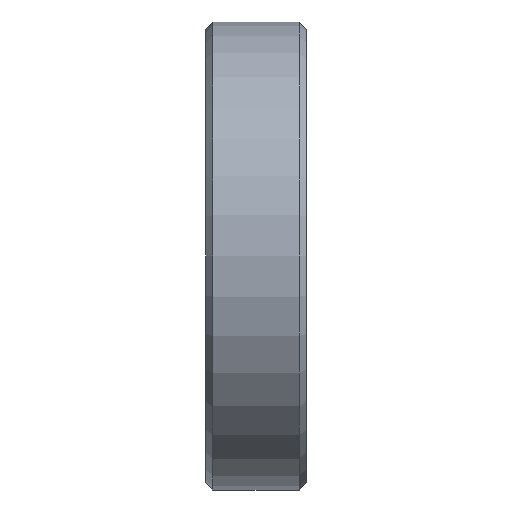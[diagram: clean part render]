
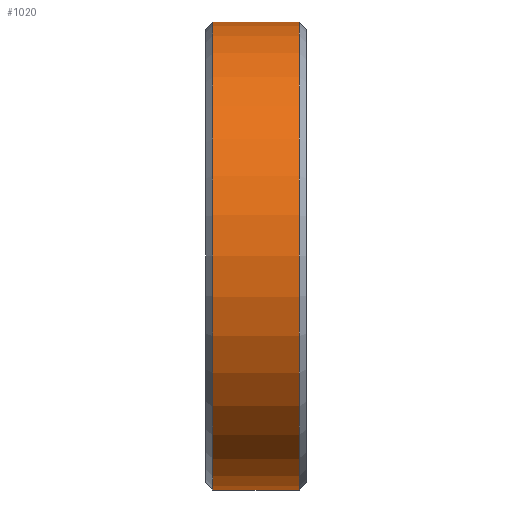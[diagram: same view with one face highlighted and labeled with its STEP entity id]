
A CAD part, left-side view. The second image highlights one B-rep face of the part: STEP entity #1020.
In plain terms, the highlighted cylindrical face has radius 16.891 mm (diameter 33.782 mm), a partial arc.
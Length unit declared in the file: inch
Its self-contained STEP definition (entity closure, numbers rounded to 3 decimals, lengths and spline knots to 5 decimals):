
#140 = DIRECTION ( 'NONE',  ( 0., 0., 1. ) ) ;
#141 = CYLINDRICAL_SURFACE ( 'NONE', #776, 0.665 ) ;
#142 = CARTESIAN_POINT ( 'NONE',  ( 0., 0.90634, 0. ) ) ;
#144 = FACE_OUTER_BOUND ( 'NONE', #374, .T. ) ;
#151 = DIRECTION ( 'NONE',  ( 0., 1., 0. ) ) ;
#213 = DIRECTION ( 'NONE',  ( 0., 1., 0. ) ) ;
#215 = CARTESIAN_POINT ( 'NONE',  ( 0., 0.90634, -0.665 ) ) ;
#216 = LINE ( 'NONE', #215, #795 ) ;
#252 = CARTESIAN_POINT ( 'NONE',  ( 0., 0.1225, 0.665 ) ) ;
#294 = CARTESIAN_POINT ( 'NONE',  ( 0., -0.1225, 0.665 ) ) ;
#310 = CARTESIAN_POINT ( 'NONE',  ( 0., -0.1225, -0.665 ) ) ;
#318 = CARTESIAN_POINT ( 'NONE',  ( 0., 0.1225, -0.665 ) ) ;
#374 = EDGE_LOOP ( 'NONE', ( #554, #459, #659, #416 ) ) ;
#386 = VERTEX_POINT ( 'NONE', #318 ) ;
#416 = ORIENTED_EDGE ( 'NONE', *, *, #1564, .F. ) ;
#459 = ORIENTED_EDGE ( 'NONE', *, *, #1574, .T. ) ;
#487 = VERTEX_POINT ( 'NONE', #310 ) ;
#554 = ORIENTED_EDGE ( 'NONE', *, *, #999, .F. ) ;
#594 = VERTEX_POINT ( 'NONE', #294 ) ;
#659 = ORIENTED_EDGE ( 'NONE', *, *, #1605, .T. ) ;
#685 = VERTEX_POINT ( 'NONE', #252 ) ;
#772 = AXIS2_PLACEMENT_3D ( 'NONE', #1276, #1275, #1274 ) ;
#776 = AXIS2_PLACEMENT_3D ( 'NONE', #142, #151, #140 ) ;
#777 = CIRCLE ( 'NONE', #772, 0.665 ) ;
#795 = VECTOR ( 'NONE', #213, 39.37008 ) ;
#894 = CIRCLE ( 'NONE', #955, 0.665 ) ;
#917 = VECTOR ( 'NONE', #1090, 39.37008 ) ;
#955 = AXIS2_PLACEMENT_3D ( 'NONE', #1224, #1223, #1222 ) ;
#999 = EDGE_CURVE ( 'NONE', #487, #386, #216, .T. ) ;
#1020 = ADVANCED_FACE ( 'NONE', ( #144 ), #141, .T. ) ;
#1090 = DIRECTION ( 'NONE',  ( 0., 1., 0. ) ) ;
#1091 = CARTESIAN_POINT ( 'NONE',  ( 0., 0.90634, 0.665 ) ) ;
#1092 = LINE ( 'NONE', #1091, #917 ) ;
#1222 = DIRECTION ( 'NONE',  ( 0., 0., 1. ) ) ;
#1223 = DIRECTION ( 'NONE',  ( 0., 1., 0. ) ) ;
#1224 = CARTESIAN_POINT ( 'NONE',  ( 0., -0.1225, 0. ) ) ;
#1274 = DIRECTION ( 'NONE',  ( 0., 0., 1. ) ) ;
#1275 = DIRECTION ( 'NONE',  ( 0., 1., 0. ) ) ;
#1276 = CARTESIAN_POINT ( 'NONE',  ( 0., 0.1225, 0. ) ) ;
#1564 = EDGE_CURVE ( 'NONE', #386, #685, #777, .T. ) ;
#1574 = EDGE_CURVE ( 'NONE', #487, #594, #894, .T. ) ;
#1605 = EDGE_CURVE ( 'NONE', #594, #685, #1092, .T. ) ;
